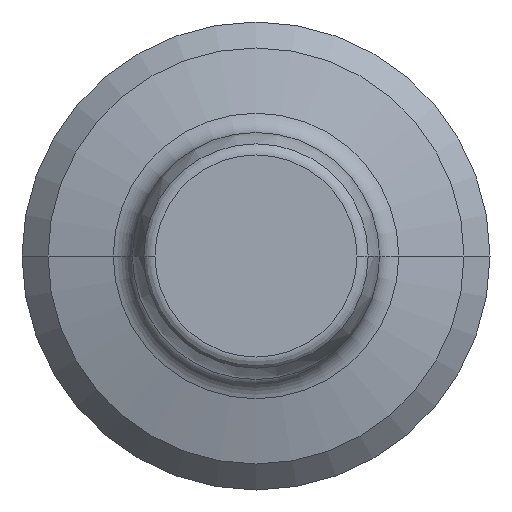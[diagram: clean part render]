
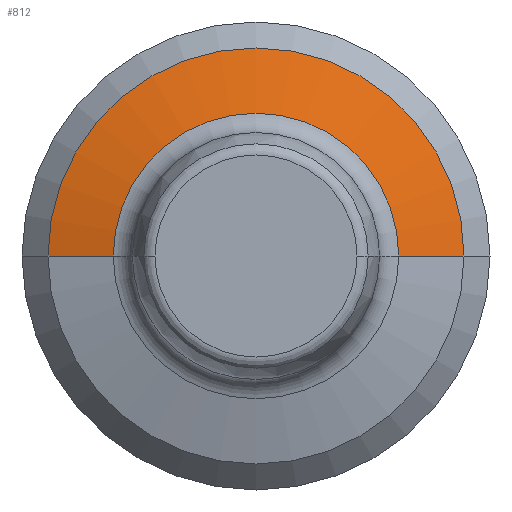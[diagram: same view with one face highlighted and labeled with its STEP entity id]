
A CAD part, front view. The second image highlights one B-rep face of the part: STEP entity #812.
In plain terms, the highlighted conical face has half-angle 75 degrees and reference radius 6.746 mm.
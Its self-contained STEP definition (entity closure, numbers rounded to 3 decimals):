
#272=CARTESIAN_POINT('',(0.,-2.309,0.));
#273=DIRECTION('',(0.,-1.,0.));
#274=DIRECTION('',(1.,0.,0.));
#275=AXIS2_PLACEMENT_3D('',#272,#273,#274);
#277=CARTESIAN_POINT('',(0.,-2.982,0.));
#278=DIRECTION('',(0.,-1.,0.));
#279=DIRECTION('',(1.,0.,0.));
#280=AXIS2_PLACEMENT_3D('',#277,#278,#279);
#282=DIRECTION('',(0.966,0.259,0.));
#283=VECTOR('',#282,2.597);
#284=CARTESIAN_POINT('',(5.491,-2.982,0.));
#285=LINE('',#284,#283);
#286=DIRECTION('',(-0.966,0.259,0.));
#287=VECTOR('',#286,2.597);
#288=CARTESIAN_POINT('',(-5.491,-2.982,0.));
#289=LINE('',#288,#287);
#392=CARTESIAN_POINT('',(5.491,-2.982,0.));
#393=VERTEX_POINT('',#392);
#394=CARTESIAN_POINT('',(8.,-2.309,0.));
#395=VERTEX_POINT('',#394);
#423=CARTESIAN_POINT('',(-5.491,-2.982,0.));
#424=VERTEX_POINT('',#423);
#425=CARTESIAN_POINT('',(-8.,-2.309,0.));
#426=VERTEX_POINT('',#425);
#798=CARTESIAN_POINT('',(0.,-2.645,0.));
#799=DIRECTION('',(0.,1.,0.));
#800=DIRECTION('',(1.,0.,0.));
#801=AXIS2_PLACEMENT_3D('',#798,#799,#800);
#802=CONICAL_SURFACE('',#801,6.746,75.);
#804=ORIENTED_EDGE('',*,*,#803,.F.);
#806=ORIENTED_EDGE('',*,*,#805,.T.);
#808=ORIENTED_EDGE('',*,*,#807,.T.);
#809=ORIENTED_EDGE('',*,*,#791,.F.);
#810=EDGE_LOOP('',(#804,#806,#808,#809));
#811=FACE_OUTER_BOUND('',#810,.F.);
#812=ADVANCED_FACE('',(#811),#802,.T.);
#276=CIRCLE('',#275,8.);
#281=CIRCLE('',#280,5.491);
#791=EDGE_CURVE('',#395,#426,#276,.T.);
#803=EDGE_CURVE('',#393,#395,#285,.T.);
#805=EDGE_CURVE('',#393,#424,#281,.T.);
#807=EDGE_CURVE('',#424,#426,#289,.T.);
